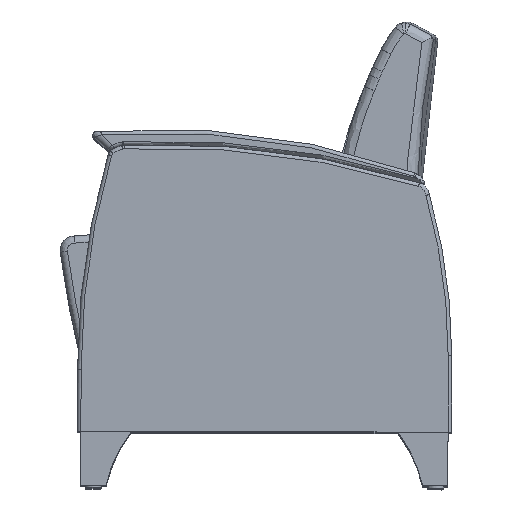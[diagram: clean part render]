
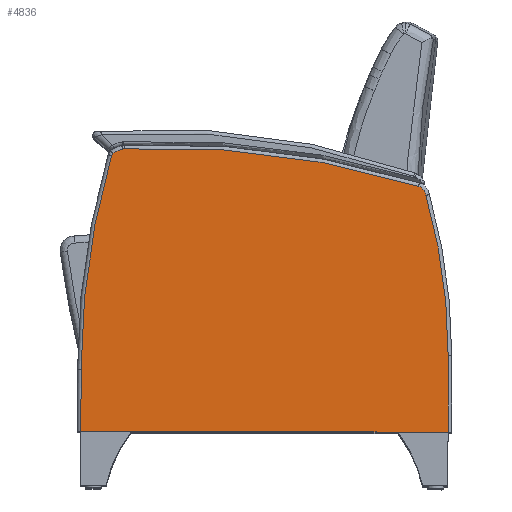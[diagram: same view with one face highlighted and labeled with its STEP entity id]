
A CAD part, top view. The second image highlights one B-rep face of the part: STEP entity #4836.
In plain terms, the highlighted planar face has unit normal (0, 0, 1).
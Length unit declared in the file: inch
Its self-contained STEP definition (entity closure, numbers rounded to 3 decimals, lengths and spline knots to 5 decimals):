
#274=LINE('',#12030,#415);
#276=LINE('',#12076,#417);
#292=LINE('',#12200,#433);
#415=VECTOR('',#6265,0.3937);
#417=VECTOR('',#6303,0.3937);
#433=VECTOR('',#6405,0.3937);
#527=PLANE('',#5380);
#790=CIRCLE('',#5311,0.25);
#794=CIRCLE('',#5316,53.84447);
#798=CIRCLE('',#5322,1.61874);
#801=CIRCLE('',#5326,0.75);
#804=CIRCLE('',#5330,59.75);
#806=CIRCLE('',#5333,0.75);
#809=CIRCLE('',#5338,40.58554);
#1159=FACE_OUTER_BOUND('',#1484,.T.);
#1484=EDGE_LOOP('',(#4027,#4028,#4029,#4030,#4031,#4032,#4033,#4034,#4035,
#4036));
#2110=VERTEX_POINT('',#11991);
#2111=VERTEX_POINT('',#11992);
#2115=VERTEX_POINT('',#12013);
#2117=VERTEX_POINT('',#12028);
#2118=VERTEX_POINT('',#12032);
#2120=VERTEX_POINT('',#12038);
#2122=VERTEX_POINT('',#12044);
#2125=VERTEX_POINT('',#12052);
#2126=VERTEX_POINT('',#12069);
#2129=VERTEX_POINT('',#12074);
#2734=EDGE_CURVE('',#2110,#2111,#790,.T.);
#2740=EDGE_CURVE('',#2115,#2110,#794,.T.);
#2743=EDGE_CURVE('',#2117,#2115,#274,.T.);
#2746=EDGE_CURVE('',#2111,#2118,#798,.T.);
#2749=EDGE_CURVE('',#2118,#2120,#801,.T.);
#2752=EDGE_CURVE('',#2120,#2122,#804,.T.);
#2754=EDGE_CURVE('',#2122,#2125,#806,.T.);
#2759=EDGE_CURVE('',#2129,#2126,#276,.T.);
#2760=EDGE_CURVE('',#2125,#2129,#809,.T.);
#2801=EDGE_CURVE('',#2126,#2117,#292,.T.);
#4027=ORIENTED_EDGE('',*,*,#2743,.F.);
#4028=ORIENTED_EDGE('',*,*,#2801,.F.);
#4029=ORIENTED_EDGE('',*,*,#2759,.F.);
#4030=ORIENTED_EDGE('',*,*,#2760,.F.);
#4031=ORIENTED_EDGE('',*,*,#2754,.F.);
#4032=ORIENTED_EDGE('',*,*,#2752,.F.);
#4033=ORIENTED_EDGE('',*,*,#2749,.F.);
#4034=ORIENTED_EDGE('',*,*,#2746,.F.);
#4035=ORIENTED_EDGE('',*,*,#2734,.F.);
#4036=ORIENTED_EDGE('',*,*,#2740,.F.);
#4836=ADVANCED_FACE('',(#1159),#527,.T.);
#5311=AXIS2_PLACEMENT_3D('',#11993,#6248,#6249);
#5316=AXIS2_PLACEMENT_3D('',#12024,#6258,#6259);
#5322=AXIS2_PLACEMENT_3D('',#12036,#6272,#6273);
#5326=AXIS2_PLACEMENT_3D('',#12042,#6280,#6281);
#5330=AXIS2_PLACEMENT_3D('',#12048,#6288,#6289);
#5333=AXIS2_PLACEMENT_3D('',#12053,#6294,#6295);
#5338=AXIS2_PLACEMENT_3D('',#12078,#6306,#6307);
#5380=AXIS2_PLACEMENT_3D('',#12201,#6406,#6407);
#6248=DIRECTION('center_axis',(0.,0.,-1.));
#6249=DIRECTION('ref_axis',(-0.844,0.537,0.));
#6258=DIRECTION('center_axis',(0.,0.,-1.));
#6259=DIRECTION('ref_axis',(-0.99,0.14,0.));
#6265=DIRECTION('',(0.,1.,0.));
#6272=DIRECTION('center_axis',(0.,0.,-1.));
#6273=DIRECTION('ref_axis',(-0.425,0.905,0.));
#6280=DIRECTION('center_axis',(0.,0.,-1.));
#6281=DIRECTION('ref_axis',(-0.128,0.992,0.));
#6288=DIRECTION('center_axis',(0.,0.,-1.));
#6289=DIRECTION('ref_axis',(0.124,0.992,0.));
#6294=DIRECTION('center_axis',(0.,0.,-1.));
#6295=DIRECTION('ref_axis',(0.761,0.649,0.));
#6303=DIRECTION('',(0.,-1.,0.));
#6306=DIRECTION('center_axis',(0.,0.,-1.));
#6307=DIRECTION('ref_axis',(0.99,0.139,0.));
#6405=DIRECTION('',(-1.,0.,0.));
#6406=DIRECTION('center_axis',(0.,0.,1.));
#6407=DIRECTION('ref_axis',(1.,0.,0.));
#11991=CARTESIAN_POINT('',(-12.3965,20.65936,2.75));
#11992=CARTESIAN_POINT('',(-12.30759,20.8021,2.75));
#11993=CARTESIAN_POINT('Origin',(-12.15221,20.60625,2.75));
#12013=CARTESIAN_POINT('',(-14.50196,5.72409,2.75));
#12024=CARTESIAN_POINT('Origin',(39.34251,5.74957,2.75));
#12028=CARTESIAN_POINT('',(-14.50196,1.38751,2.75));
#12030=CARTESIAN_POINT('',(-14.50196,5.41302,2.75));
#12032=CARTESIAN_POINT('',(-11.63546,21.11791,2.75));
#12036=CARTESIAN_POINT('Origin',(-11.3015,19.534,2.75));
#12038=CARTESIAN_POINT('',(-11.51791,21.13312,2.75));
#12042=CARTESIAN_POINT('Origin',(-11.48073,20.38404,2.75));
#12044=CARTESIAN_POINT('',(9.03893,18.55741,2.75));
#12048=CARTESIAN_POINT('Origin',(-8.55543,-38.54339,2.75));
#12052=CARTESIAN_POINT('',(9.56287,17.92892,2.75));
#12053=CARTESIAN_POINT('Origin',(8.81808,17.84066,2.75));
#12069=CARTESIAN_POINT('',(11.14024,1.38751,2.75));
#12074=CARTESIAN_POINT('',(11.14024,6.72403,2.75));
#12076=CARTESIAN_POINT('',(11.14024,8.58129,2.75));
#12078=CARTESIAN_POINT('Origin',(-29.4453,6.72403,2.75));
#12200=CARTESIAN_POINT('',(12.28079,1.38751,2.75));
#12201=CARTESIAN_POINT('Origin',(-1.61059,10.43854,2.75));
